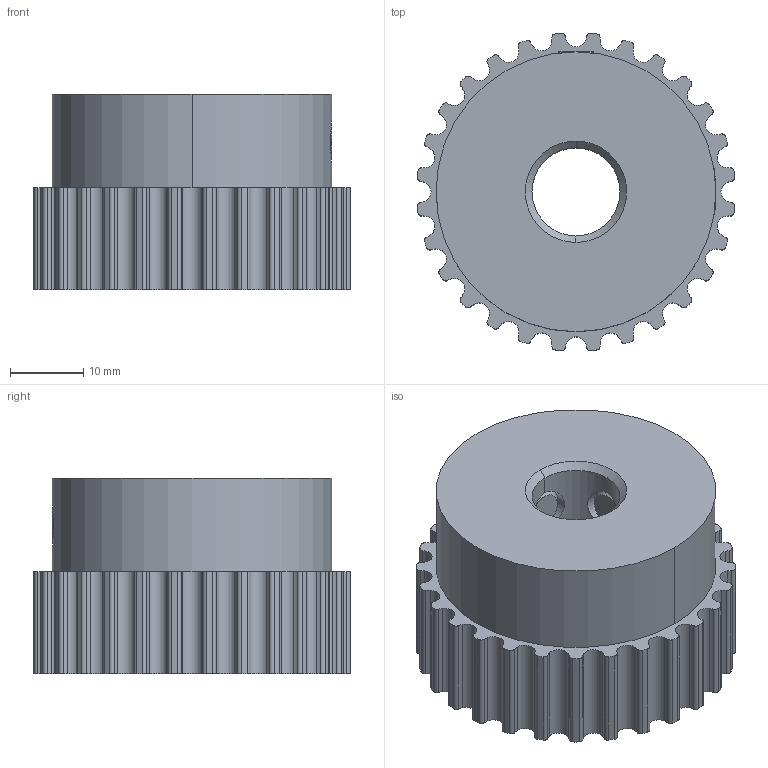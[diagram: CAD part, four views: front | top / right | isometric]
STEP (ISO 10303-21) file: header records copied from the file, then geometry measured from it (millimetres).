
FILE_DESCRIPTION((''),'2;1');
FILE_NAME('14','2023-10-19T',('SYSTEM'),(''),'PRO/ENGINEER BY PARAMETRIC TECHNOLOGY CORPORATION, 2016360','PRO/ENGINEER BY PARAMETRIC TECHNOLOGY CORPORATION, 2016360','');
FILE_SCHEMA(('AUTOMOTIVE_DESIGN { 1 0 10303 214 1 1 1 1 }'));
Length unit declared in the file: millimetre
Products named in the file (1): 14
Bounding box: 43.22 x 43.22 x 26.6 mm (x, y, z)
Volume: 30053.7 mm3; surface area: 7758.8 mm2
Topology: 1 solids, 1 shells, 213 faces, 614 edges, 408 vertices
Faces by surface type: cylinder 180, plane 21, cone 12
Entity records: 7767 total; most frequent: CARTESIAN_POINT 1637, DIRECTION 1406, ORIENTED_EDGE 1228, EDGE_CURVE 614, AXIS2_PLACEMENT_3D 587, VERTEX_POINT 408, CIRCLE 374, VECTOR 232
